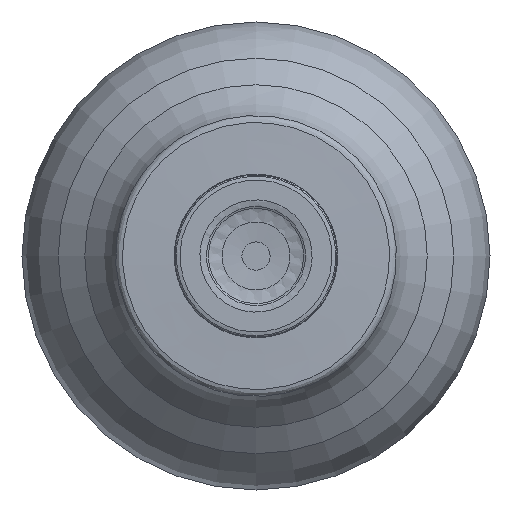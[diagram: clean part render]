
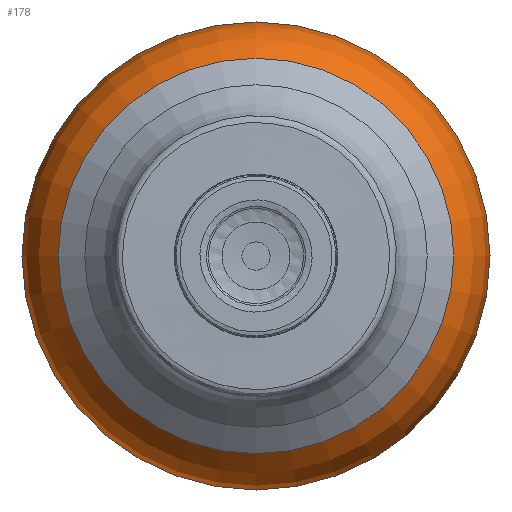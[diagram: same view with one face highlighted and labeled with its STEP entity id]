
A CAD part, left-side view. The second image highlights one B-rep face of the part: STEP entity #178.
In plain terms, the highlighted toroidal (fillet/blend) face has major radius 7.5 mm and minor radius 5 mm.
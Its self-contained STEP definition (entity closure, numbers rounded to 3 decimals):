
#85=TOROIDAL_SURFACE('',#518,7.5,5.);
#114=FACE_BOUND('',#242,.T.);
#115=FACE_BOUND('',#243,.T.);
#178=ADVANCED_FACE('',(#114,#115),#85,.T.);
#242=EDGE_LOOP('',(#322));
#243=EDGE_LOOP('',(#323));
#322=ORIENTED_EDGE('',*,*,#429,.T.);
#323=ORIENTED_EDGE('',*,*,#428,.F.);
#388=VERTEX_POINT('',#700);
#389=VERTEX_POINT('',#703);
#428=EDGE_CURVE('',#388,#388,#468,.T.);
#429=EDGE_CURVE('',#389,#389,#469,.T.);
#468=CIRCLE('',#515,12.5);
#469=CIRCLE('',#517,10.565);
#515=AXIS2_PLACEMENT_3D('',#699,#599,#600);
#517=AXIS2_PLACEMENT_3D('',#702,#603,#604);
#518=AXIS2_PLACEMENT_3D('',#704,#605,#606);
#599=DIRECTION('',(1.,0.,0.));
#600=DIRECTION('',(0.,0.,1.));
#603=DIRECTION('',(1.,0.,0.));
#604=DIRECTION('',(0.,0.,1.));
#605=DIRECTION('',(-1.,0.,0.));
#606=DIRECTION('',(0.,0.,1.));
#699=CARTESIAN_POINT('',(57.,0.,0.));
#700=CARTESIAN_POINT('',(57.,0.,12.5));
#702=CARTESIAN_POINT('',(53.049,0.,0.));
#703=CARTESIAN_POINT('',(53.049,0.,10.565));
#704=CARTESIAN_POINT('',(57.,0.,0.));
